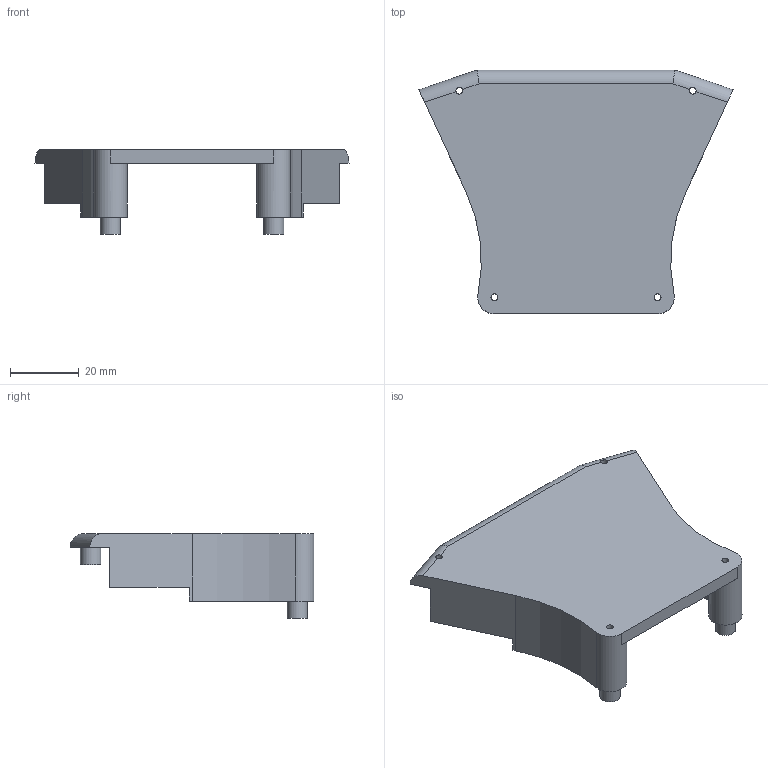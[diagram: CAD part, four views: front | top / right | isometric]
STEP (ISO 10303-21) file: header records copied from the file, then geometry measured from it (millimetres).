
FILE_DESCRIPTION(/* description */ (''),/* implementation_level */ '2;1');
FILE_NAME(/* name */ 'Vastuse_kate.step',/* time_stamp */ '2023-05-20T23:17:51+03:00',/* author */ (''),/* organization */ (''),/* preprocessor_version */ 'ST-DEVELOPER v19.2',/* originating_system */ 'Autodesk Translation Framework v12.4.0.73',/* authorisation */ '');
FILE_SCHEMA (('AUTOMOTIVE_DESIGN { 1 0 10303 214 3 1 1 }'));
Length unit declared in the file: millimetre
Products named in the file (1): DOKV3
Bounding box: 91.48 x 71.05 x 24.7 mm (x, y, z)
Volume: 23597.3 mm3; surface area: 15399.1 mm2
Topology: 1 solids, 1 shells, 46 faces, 121 edges, 80 vertices
Faces by surface type: plane 28, cylinder 18
Full cylindrical faces by diameter (mm): 2 x4, 5.9 x2, 6 x2
Entity records: 1511 total; most frequent: CARTESIAN_POINT 287, DIRECTION 249, ORIENTED_EDGE 242, EDGE_CURVE 121, AXIS2_PLACEMENT_3D 84, LINE 81, VECTOR 81, VERTEX_POINT 80
